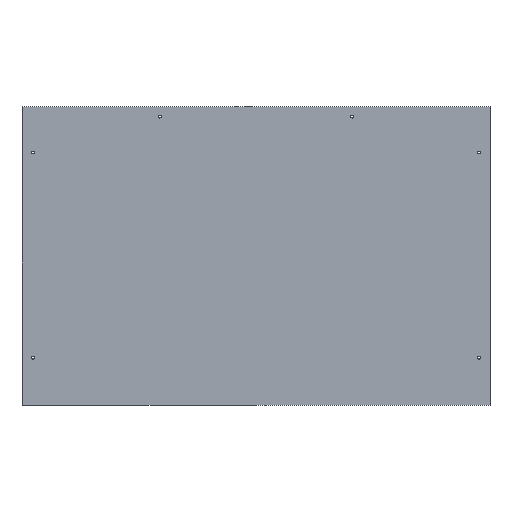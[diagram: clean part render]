
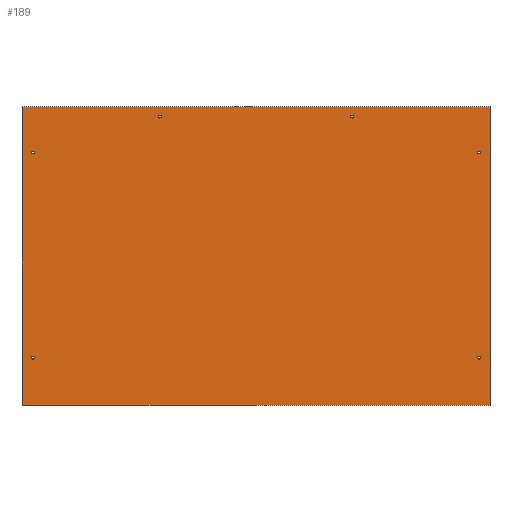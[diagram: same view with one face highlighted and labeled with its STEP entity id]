
A CAD part, top view. The second image highlights one B-rep face of the part: STEP entity #189.
In plain terms, the highlighted planar face has unit normal (0, 0, 1).
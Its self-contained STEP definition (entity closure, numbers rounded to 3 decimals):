
#5 = AXIS2_PLACEMENT_3D ( 'NONE', #296, #340, #194 ) ;
#6 = CARTESIAN_POINT ( 'NONE',  ( -349.75, -391., 2. ) ) ;
#9 = LINE ( 'NONE', #637, #537 ) ;
#11 = ORIENTED_EDGE ( 'NONE', *, *, #586, .F. ) ;
#12 = VERTEX_POINT ( 'NONE', #83 ) ;
#13 = ORIENTED_EDGE ( 'NONE', *, *, #638, .F. ) ;
#14 = DIRECTION ( 'NONE',  ( -1., 0., 0. ) ) ;
#22 = ORIENTED_EDGE ( 'NONE', *, *, #137, .F. ) ;
#24 = AXIS2_PLACEMENT_3D ( 'NONE', #542, #306, #354 ) ;
#25 = CARTESIAN_POINT ( 'NONE',  ( 349.75, -391., 2. ) ) ;
#26 = DIRECTION ( 'NONE',  ( 0., 0., 1. ) ) ;
#27 = DIRECTION ( 'NONE',  ( 0., 0., 1. ) ) ;
#35 = FACE_BOUND ( 'NONE', #367, .T. ) ;
#49 = DIRECTION ( 'NONE',  ( 1., 0., 0. ) ) ;
#55 = ORIENTED_EDGE ( 'NONE', *, *, #176, .F. ) ;
#62 = EDGE_CURVE ( 'NONE', #374, #503, #349, .T. ) ;
#65 = LINE ( 'NONE', #270, #431 ) ;
#67 = CIRCLE ( 'NONE', #449, 2.25 ) ;
#69 = ORIENTED_EDGE ( 'NONE', *, *, #218, .F. ) ;
#71 = AXIS2_PLACEMENT_3D ( 'NONE', #336, #179, #627 ) ;
#73 = DIRECTION ( 'NONE',  ( 1., 0., 0. ) ) ;
#81 = AXIS2_PLACEMENT_3D ( 'NONE', #478, #344, #236 ) ;
#83 = CARTESIAN_POINT ( 'NONE',  ( -345.25, -71., 2. ) ) ;
#97 = FACE_BOUND ( 'NONE', #273, .T. ) ;
#105 = DIRECTION ( 'NONE',  ( 0., 0., 1. ) ) ;
#107 = EDGE_CURVE ( 'NONE', #115, #170, #9, .T. ) ;
#108 = CARTESIAN_POINT ( 'NONE',  ( 349.75, -71., 2. ) ) ;
#115 = VERTEX_POINT ( 'NONE', #234 ) ;
#119 = CARTESIAN_POINT ( 'NONE',  ( 345.25, -391., 2. ) ) ;
#123 = CARTESIAN_POINT ( 'NONE',  ( -152.25, -15., 2. ) ) ;
#124 = CARTESIAN_POINT ( 'NONE',  ( -365., -465., 2. ) ) ;
#128 = ORIENTED_EDGE ( 'NONE', *, *, #62, .F. ) ;
#133 = CARTESIAN_POINT ( 'NONE',  ( 345.25, -71., 2. ) ) ;
#137 = EDGE_CURVE ( 'NONE', #398, #335, #67, .T. ) ;
#139 = AXIS2_PLACEMENT_3D ( 'NONE', #606, #166, #14 ) ;
#143 = DIRECTION ( 'NONE',  ( -1., 0., 0. ) ) ;
#154 = DIRECTION ( 'NONE',  ( 1., 0., 0. ) ) ;
#157 = FACE_BOUND ( 'NONE', #165, .T. ) ;
#158 = ORIENTED_EDGE ( 'NONE', *, *, #364, .F. ) ;
#162 = CIRCLE ( 'NONE', #139, 2.25 ) ;
#165 = EDGE_LOOP ( 'NONE', ( #635, #456 ) ) ;
#166 = DIRECTION ( 'NONE',  ( 0., 0., 1. ) ) ;
#170 = VERTEX_POINT ( 'NONE', #439 ) ;
#171 = ORIENTED_EDGE ( 'NONE', *, *, #527, .T. ) ;
#176 = EDGE_CURVE ( 'NONE', #248, #584, #576, .T. ) ;
#177 = EDGE_LOOP ( 'NONE', ( #22, #414 ) ) ;
#179 = DIRECTION ( 'NONE',  ( 0., 0., 1. ) ) ;
#189 = ADVANCED_FACE ( 'NONE', ( #440, #97, #445, #157, #35, #465, #309 ), #288, .T. ) ;
#190 = DIRECTION ( 'NONE',  ( 0., 0., 1. ) ) ;
#194 = DIRECTION ( 'NONE',  ( -1., 0., 0. ) ) ;
#213 = DIRECTION ( 'NONE',  ( 0., 0., 1. ) ) ;
#214 = AXIS2_PLACEMENT_3D ( 'NONE', #264, #213, #268 ) ;
#217 = CARTESIAN_POINT ( 'NONE',  ( 365., 0., 2. ) ) ;
#218 = EDGE_CURVE ( 'NONE', #503, #374, #316, .T. ) ;
#220 = LINE ( 'NONE', #217, #348 ) ;
#229 = VERTEX_POINT ( 'NONE', #252 ) ;
#234 = CARTESIAN_POINT ( 'NONE',  ( 365., 0., 2. ) ) ;
#236 = DIRECTION ( 'NONE',  ( 1., 0., 0. ) ) ;
#237 = CIRCLE ( 'NONE', #250, 2.25 ) ;
#243 = CARTESIAN_POINT ( 'NONE',  ( -150., -15., 2. ) ) ;
#244 = EDGE_CURVE ( 'NONE', #266, #12, #553, .T. ) ;
#248 = VERTEX_POINT ( 'NONE', #108 ) ;
#250 = AXIS2_PLACEMENT_3D ( 'NONE', #421, #27, #279 ) ;
#252 = CARTESIAN_POINT ( 'NONE',  ( -345.25, -391., 2. ) ) ;
#264 = CARTESIAN_POINT ( 'NONE',  ( -347.5, -391., 2. ) ) ;
#266 = VERTEX_POINT ( 'NONE', #347 ) ;
#267 = EDGE_CURVE ( 'NONE', #12, #266, #599, .T. ) ;
#268 = DIRECTION ( 'NONE',  ( 1., 0., 0. ) ) ;
#270 = CARTESIAN_POINT ( 'NONE',  ( -365., 0., 2. ) ) ;
#273 = EDGE_LOOP ( 'NONE', ( #13, #292 ) ) ;
#279 = DIRECTION ( 'NONE',  ( 1., 0., 0. ) ) ;
#288 = PLANE ( 'NONE',  #81 ) ;
#289 = AXIS2_PLACEMENT_3D ( 'NONE', #476, #26, #329 ) ;
#292 = ORIENTED_EDGE ( 'NONE', *, *, #387, .F. ) ;
#295 = AXIS2_PLACEMENT_3D ( 'NONE', #444, #105, #154 ) ;
#296 = CARTESIAN_POINT ( 'NONE',  ( 347.5, -71., 2. ) ) ;
#301 = CIRCLE ( 'NONE', #314, 2.25 ) ;
#306 = DIRECTION ( 'NONE',  ( 0., 0., 1. ) ) ;
#307 = CARTESIAN_POINT ( 'NONE',  ( 152.25, -15., 2. ) ) ;
#309 = FACE_OUTER_BOUND ( 'NONE', #482, .T. ) ;
#311 = ORIENTED_EDGE ( 'NONE', *, *, #551, .F. ) ;
#314 = AXIS2_PLACEMENT_3D ( 'NONE', #620, #580, #143 ) ;
#316 = CIRCLE ( 'NONE', #403, 2.25 ) ;
#319 = DIRECTION ( 'NONE',  ( 0., 1., 0. ) ) ;
#329 = DIRECTION ( 'NONE',  ( 1., 0., 0. ) ) ;
#335 = VERTEX_POINT ( 'NONE', #123 ) ;
#336 = CARTESIAN_POINT ( 'NONE',  ( 347.5, -71., 2. ) ) ;
#338 = AXIS2_PLACEMENT_3D ( 'NONE', #372, #612, #73 ) ;
#340 = DIRECTION ( 'NONE',  ( 0., 0., 1. ) ) ;
#344 = DIRECTION ( 'NONE',  ( 0., 0., 1. ) ) ;
#347 = CARTESIAN_POINT ( 'NONE',  ( -349.75, -71., 2. ) ) ;
#348 = VECTOR ( 'NONE', #319, 1000. ) ;
#349 = CIRCLE ( 'NONE', #289, 2.25 ) ;
#353 = ORIENTED_EDGE ( 'NONE', *, *, #596, .T. ) ;
#354 = DIRECTION ( 'NONE',  ( 1., 0., 0. ) ) ;
#357 = DIRECTION ( 'NONE',  ( 0., 0., 1. ) ) ;
#359 = VERTEX_POINT ( 'NONE', #546 ) ;
#364 = EDGE_CURVE ( 'NONE', #229, #447, #632, .T. ) ;
#367 = EDGE_LOOP ( 'NONE', ( #128, #69 ) ) ;
#372 = CARTESIAN_POINT ( 'NONE',  ( -347.5, -391., 2. ) ) ;
#374 = VERTEX_POINT ( 'NONE', #307 ) ;
#387 = EDGE_CURVE ( 'NONE', #419, #474, #162, .T. ) ;
#390 = DIRECTION ( 'NONE',  ( 1., 0., 0. ) ) ;
#394 = DIRECTION ( 'NONE',  ( -1., 0., 0. ) ) ;
#398 = VERTEX_POINT ( 'NONE', #453 ) ;
#403 = AXIS2_PLACEMENT_3D ( 'NONE', #406, #357, #49 ) ;
#406 = CARTESIAN_POINT ( 'NONE',  ( 150., -15., 2. ) ) ;
#414 = ORIENTED_EDGE ( 'NONE', *, *, #459, .F. ) ;
#419 = VERTEX_POINT ( 'NONE', #119 ) ;
#421 = CARTESIAN_POINT ( 'NONE',  ( -150., -15., 2. ) ) ;
#423 = DIRECTION ( 'NONE',  ( 1., 0., 0. ) ) ;
#431 = VECTOR ( 'NONE', #513, 1000. ) ;
#435 = EDGE_LOOP ( 'NONE', ( #55, #11 ) ) ;
#439 = CARTESIAN_POINT ( 'NONE',  ( -365., 0., 2. ) ) ;
#440 = FACE_BOUND ( 'NONE', #435, .T. ) ;
#444 = CARTESIAN_POINT ( 'NONE',  ( -347.5, -71., 2. ) ) ;
#445 = FACE_BOUND ( 'NONE', #460, .T. ) ;
#447 = VERTEX_POINT ( 'NONE', #6 ) ;
#449 = AXIS2_PLACEMENT_3D ( 'NONE', #243, #190, #390 ) ;
#453 = CARTESIAN_POINT ( 'NONE',  ( -147.75, -15., 2. ) ) ;
#454 = ORIENTED_EDGE ( 'NONE', *, *, #549, .T. ) ;
#456 = ORIENTED_EDGE ( 'NONE', *, *, #244, .F. ) ;
#459 = EDGE_CURVE ( 'NONE', #335, #398, #237, .T. ) ;
#460 = EDGE_LOOP ( 'NONE', ( #158, #311 ) ) ;
#464 = CARTESIAN_POINT ( 'NONE',  ( 365., -465., 2. ) ) ;
#465 = FACE_BOUND ( 'NONE', #177, .T. ) ;
#474 = VERTEX_POINT ( 'NONE', #25 ) ;
#476 = CARTESIAN_POINT ( 'NONE',  ( 150., -15., 2. ) ) ;
#478 = CARTESIAN_POINT ( 'NONE',  ( 0., 0., 2. ) ) ;
#479 = CIRCLE ( 'NONE', #338, 2.25 ) ;
#482 = EDGE_LOOP ( 'NONE', ( #454, #353, #171, #577 ) ) ;
#503 = VERTEX_POINT ( 'NONE', #617 ) ;
#513 = DIRECTION ( 'NONE',  ( 0., -1., 0. ) ) ;
#527 = EDGE_CURVE ( 'NONE', #570, #115, #220, .T. ) ;
#529 = VECTOR ( 'NONE', #423, 1000. ) ;
#537 = VECTOR ( 'NONE', #394, 1000. ) ;
#542 = CARTESIAN_POINT ( 'NONE',  ( -347.5, -71., 2. ) ) ;
#546 = CARTESIAN_POINT ( 'NONE',  ( -365., -465., 2. ) ) ;
#549 = EDGE_CURVE ( 'NONE', #170, #359, #65, .T. ) ;
#551 = EDGE_CURVE ( 'NONE', #447, #229, #479, .T. ) ;
#553 = CIRCLE ( 'NONE', #295, 2.25 ) ;
#570 = VERTEX_POINT ( 'NONE', #464 ) ;
#576 = CIRCLE ( 'NONE', #5, 2.25 ) ;
#577 = ORIENTED_EDGE ( 'NONE', *, *, #107, .T. ) ;
#580 = DIRECTION ( 'NONE',  ( 0., 0., 1. ) ) ;
#584 = VERTEX_POINT ( 'NONE', #133 ) ;
#586 = EDGE_CURVE ( 'NONE', #584, #248, #611, .T. ) ;
#596 = EDGE_CURVE ( 'NONE', #359, #570, #604, .T. ) ;
#599 = CIRCLE ( 'NONE', #24, 2.25 ) ;
#604 = LINE ( 'NONE', #124, #529 ) ;
#606 = CARTESIAN_POINT ( 'NONE',  ( 347.5, -391., 2. ) ) ;
#611 = CIRCLE ( 'NONE', #71, 2.25 ) ;
#612 = DIRECTION ( 'NONE',  ( 0., 0., 1. ) ) ;
#617 = CARTESIAN_POINT ( 'NONE',  ( 147.75, -15., 2. ) ) ;
#620 = CARTESIAN_POINT ( 'NONE',  ( 347.5, -391., 2. ) ) ;
#627 = DIRECTION ( 'NONE',  ( -1., 0., 0. ) ) ;
#632 = CIRCLE ( 'NONE', #214, 2.25 ) ;
#635 = ORIENTED_EDGE ( 'NONE', *, *, #267, .F. ) ;
#637 = CARTESIAN_POINT ( 'NONE',  ( -365., 0., 2. ) ) ;
#638 = EDGE_CURVE ( 'NONE', #474, #419, #301, .T. ) ;
